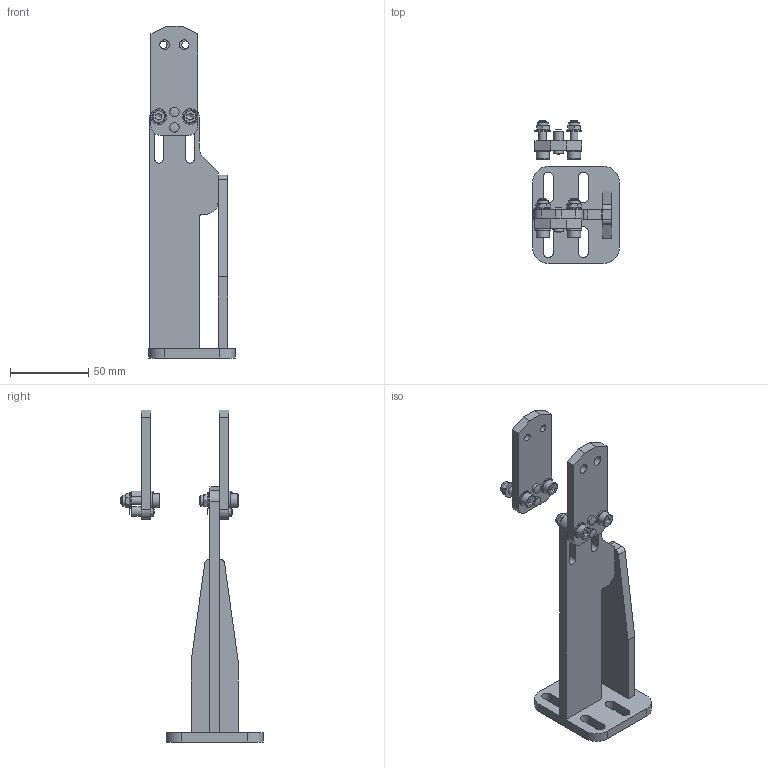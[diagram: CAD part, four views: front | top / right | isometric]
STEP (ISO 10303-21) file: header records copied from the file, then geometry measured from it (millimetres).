
FILE_DESCRIPTION(/* description */ (''),/* implementation_level */ '2;1');
FILE_NAME(/* name */ 'CBMS150.stp',/* time_stamp */ '2022-01-21T15:32:47+00:00',/* author */ ('Sandfield Engineering'),/* organization */ ('Sandfield Engineering'),/* preprocessor_version */ 'ST-DEVELOPER v18.1',/* originating_system */ 'Autodesk Inventor 2021',/* authorisation */ '');
FILE_SCHEMA (('AUTOMOTIVE_DESIGN { 1 0 10303 214 3 1 1 }'));
Length unit declared in the file: millimetre
Products named in the file (4): CBMS150; 150M CLAMP TOWER DERIVED; MG7 MOUNTING PLATE AND FIXINGS DERIVED; MG83 MOUNTING PLATE AND FIXINGS DERIVED
Assembly tree (3 placements, depth 2):
  CBMS150
    150M CLAMP TOWER DERIVED
    MG7 MOUNTING PLATE AND FIXINGS DERIVED
    MG83 MOUNTING PLATE AND FIXINGS DERIVED
Bounding box: 55.5 x 91 x 212.51 mm (x, y, z)
Volume: 90740.9 mm3; surface area: 42602.6 mm2
Topology: 3 solids, 3 shells, 271 faces, 636 edges, 418 vertices
Faces by surface type: plane 158, cylinder 81, cone 24, torus 4, sphere 4
Full cylindrical faces by diameter (mm): 4.8 x2, 5 x12, 5.3 x8, 5.5 x4, 6 x8, 6.2 x2, 6.9 x4, 8.5 x4, 10 x8
Entity records: 7890 total; most frequent: CARTESIAN_POINT 1480, DIRECTION 1318, ORIENTED_EDGE 1264, EDGE_CURVE 632, AXIS2_PLACEMENT_3D 484, VERTEX_POINT 418, LINE 350, VECTOR 350
